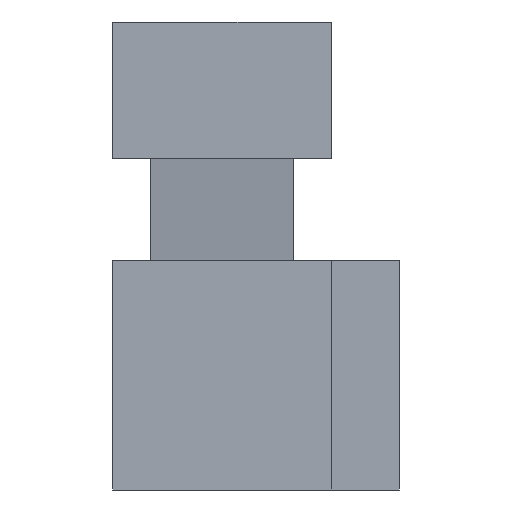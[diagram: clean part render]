
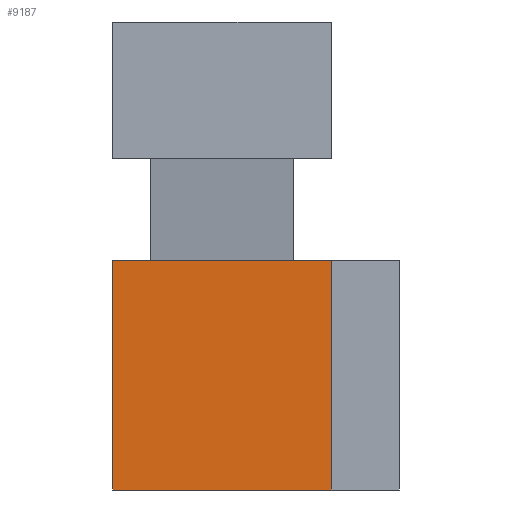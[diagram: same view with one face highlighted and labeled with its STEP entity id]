
A CAD part, left-side view. The second image highlights one B-rep face of the part: STEP entity #9187.
In plain terms, the highlighted planar face has unit normal (-1, 0, 0).
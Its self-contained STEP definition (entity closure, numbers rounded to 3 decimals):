
#1301=ORIENTED_EDGE('',*,*,#3205,.T.);
#1302=ORIENTED_EDGE('',*,*,#3620,.F.);
#1303=ORIENTED_EDGE('',*,*,#3145,.F.);
#1304=ORIENTED_EDGE('',*,*,#3619,.T.);
#3145=EDGE_CURVE('',#4495,#4496,#5369,.T.);
#3205=EDGE_CURVE('',#4556,#4555,#5429,.T.);
#3619=EDGE_CURVE('',#4495,#4556,#5843,.T.);
#3620=EDGE_CURVE('',#4496,#4555,#5844,.T.);
#4495=VERTEX_POINT('',#12848);
#4496=VERTEX_POINT('',#12850);
#4555=VERTEX_POINT('',#12969);
#4556=VERTEX_POINT('',#12971);
#5369=LINE('',#12849,#6499);
#5429=LINE('',#12970,#6559);
#5843=LINE('',#13796,#6973);
#5844=LINE('',#13798,#6974);
#6499=VECTOR('',#10278,1000.);
#6559=VECTOR('',#10340,1000.);
#6973=VECTOR('',#11100,1000.);
#6974=VECTOR('',#11103,1000.);
#7776=EDGE_LOOP('',(#1301,#1302,#1303,#1304));
#8302=FACE_BOUND('',#7776,.T.);
#8800=PLANE('',#9701);
#9187=ADVANCED_FACE('',(#8302),#8800,.F.);
#9701=AXIS2_PLACEMENT_3D('',#13797,#11101,#11102);
#10278=DIRECTION('',(0.,-1.,0.));
#10340=DIRECTION('',(0.,-1.,0.));
#11100=DIRECTION('',(0.,0.,-1.));
#11101=DIRECTION('',(1.,0.,0.));
#11102=DIRECTION('',(0.,0.,-1.));
#11103=DIRECTION('',(0.,0.,-1.));
#12848=CARTESIAN_POINT('',(-5.905,1.525,1.6));
#12849=CARTESIAN_POINT('',(-5.905,1.525,1.6));
#12850=CARTESIAN_POINT('',(-5.905,-1.525,1.6));
#12969=CARTESIAN_POINT('',(-5.905,-1.525,-1.6));
#12970=CARTESIAN_POINT('',(-5.905,1.525,-1.6));
#12971=CARTESIAN_POINT('',(-5.905,1.525,-1.6));
#13796=CARTESIAN_POINT('',(-5.905,1.525,1.6));
#13797=CARTESIAN_POINT('',(-5.905,1.525,1.6));
#13798=CARTESIAN_POINT('',(-5.905,-1.525,1.6));
